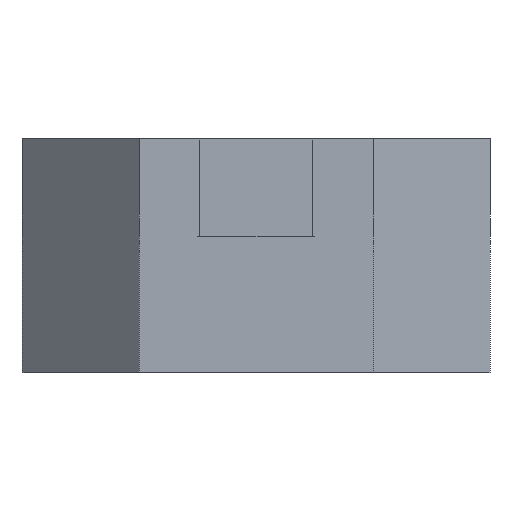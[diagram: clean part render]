
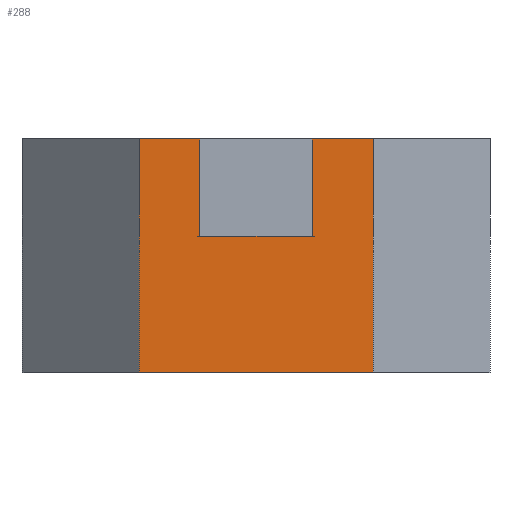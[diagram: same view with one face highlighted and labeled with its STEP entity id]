
A CAD part, front view. The second image highlights one B-rep face of the part: STEP entity #288.
In plain terms, the highlighted planar face has unit normal (0, -1, 0).
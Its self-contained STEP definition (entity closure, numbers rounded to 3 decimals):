
#22 = LINE ( 'NONE', #562, #307 ) ;
#29 = DIRECTION ( 'NONE',  ( 0., 1., 0. ) ) ;
#45 = LINE ( 'NONE', #63, #105 ) ;
#47 = CARTESIAN_POINT ( 'NONE',  ( -3., -3., 6. ) ) ;
#58 = CARTESIAN_POINT ( 'NONE',  ( -9., -3., 6. ) ) ;
#63 = CARTESIAN_POINT ( 'NONE',  ( -9., -3., 6. ) ) ;
#79 = CARTESIAN_POINT ( 'NONE',  ( -9., -3., 0. ) ) ;
#91 = ORIENTED_EDGE ( 'NONE', *, *, #213, .F. ) ;
#100 = EDGE_CURVE ( 'NONE', #951, #734, #624, .T. ) ;
#104 = DIRECTION ( 'NONE',  ( 1., 0., 0. ) ) ;
#105 = VECTOR ( 'NONE', #182, 1000. ) ;
#136 = ORIENTED_EDGE ( 'NONE', *, *, #100, .F. ) ;
#152 = LINE ( 'NONE', #200, #503 ) ;
#181 = CARTESIAN_POINT ( 'NONE',  ( -9., -3., 6. ) ) ;
#182 = DIRECTION ( 'NONE',  ( 0., 0., -1. ) ) ;
#200 = CARTESIAN_POINT ( 'NONE',  ( -4.557, -3., 3.5 ) ) ;
#205 = ORIENTED_EDGE ( 'NONE', *, *, #472, .T. ) ;
#213 = EDGE_CURVE ( 'NONE', #693, #471, #766, .T. ) ;
#221 = CARTESIAN_POINT ( 'NONE',  ( -7.443, -3., 3.5 ) ) ;
#258 = ORIENTED_EDGE ( 'NONE', *, *, #923, .F. ) ;
#288 = ADVANCED_FACE ( 'NONE', ( #330 ), #572, .F. ) ;
#290 = DIRECTION ( 'NONE',  ( 0., 0., 1. ) ) ;
#307 = VECTOR ( 'NONE', #104, 1000. ) ;
#325 = EDGE_CURVE ( 'NONE', #504, #693, #22, .T. ) ;
#330 = FACE_OUTER_BOUND ( 'NONE', #841, .T. ) ;
#341 = VECTOR ( 'NONE', #342, 1000. ) ;
#342 = DIRECTION ( 'NONE',  ( 1., 0., 0. ) ) ;
#366 = CARTESIAN_POINT ( 'NONE',  ( -4.557, -3., 3.5 ) ) ;
#377 = CARTESIAN_POINT ( 'NONE',  ( -9., -3., 6. ) ) ;
#404 = AXIS2_PLACEMENT_3D ( 'NONE', #181, #29, #494 ) ;
#434 = DIRECTION ( 'NONE',  ( 0., 0., -1. ) ) ;
#455 = CARTESIAN_POINT ( 'NONE',  ( -7.443, -3., 3.5 ) ) ;
#471 = VERTEX_POINT ( 'NONE', #1009 ) ;
#472 = EDGE_CURVE ( 'NONE', #873, #471, #692, .T. ) ;
#494 = DIRECTION ( 'NONE',  ( -1., 0., 0. ) ) ;
#503 = VECTOR ( 'NONE', #290, 1000. ) ;
#504 = VERTEX_POINT ( 'NONE', #530 ) ;
#507 = CARTESIAN_POINT ( 'NONE',  ( -9., -3., 0. ) ) ;
#530 = CARTESIAN_POINT ( 'NONE',  ( -4.557, -3., 6. ) ) ;
#535 = ORIENTED_EDGE ( 'NONE', *, *, #751, .T. ) ;
#548 = EDGE_CURVE ( 'NONE', #700, #734, #998, .T. ) ;
#562 = CARTESIAN_POINT ( 'NONE',  ( -9., -3., 6. ) ) ;
#572 = PLANE ( 'NONE',  #404 ) ;
#581 = ORIENTED_EDGE ( 'NONE', *, *, #887, .F. ) ;
#589 = ORIENTED_EDGE ( 'NONE', *, *, #548, .T. ) ;
#624 = LINE ( 'NONE', #58, #341 ) ;
#632 = VECTOR ( 'NONE', #434, 1000. ) ;
#653 = VERTEX_POINT ( 'NONE', #366 ) ;
#656 = VECTOR ( 'NONE', #795, 1000. ) ;
#680 = LINE ( 'NONE', #882, #800 ) ;
#681 = CARTESIAN_POINT ( 'NONE',  ( -3., -3., 6. ) ) ;
#692 = LINE ( 'NONE', #79, #656 ) ;
#693 = VERTEX_POINT ( 'NONE', #681 ) ;
#700 = VERTEX_POINT ( 'NONE', #221 ) ;
#734 = VERTEX_POINT ( 'NONE', #791 ) ;
#751 = EDGE_CURVE ( 'NONE', #951, #873, #45, .T. ) ;
#766 = LINE ( 'NONE', #47, #632 ) ;
#791 = CARTESIAN_POINT ( 'NONE',  ( -7.443, -3., 6. ) ) ;
#795 = DIRECTION ( 'NONE',  ( 1., 0., 0. ) ) ;
#800 = VECTOR ( 'NONE', #973, 1000. ) ;
#823 = DIRECTION ( 'NONE',  ( 0., 0., 1. ) ) ;
#841 = EDGE_LOOP ( 'NONE', ( #258, #581, #589, #136, #535, #205, #91, #854 ) ) ;
#854 = ORIENTED_EDGE ( 'NONE', *, *, #325, .F. ) ;
#873 = VERTEX_POINT ( 'NONE', #507 ) ;
#882 = CARTESIAN_POINT ( 'NONE',  ( 0., -3., 3.5 ) ) ;
#884 = VECTOR ( 'NONE', #823, 1000. ) ;
#887 = EDGE_CURVE ( 'NONE', #700, #653, #680, .T. ) ;
#923 = EDGE_CURVE ( 'NONE', #653, #504, #152, .T. ) ;
#951 = VERTEX_POINT ( 'NONE', #377 ) ;
#973 = DIRECTION ( 'NONE',  ( 1., 0., 0. ) ) ;
#998 = LINE ( 'NONE', #455, #884 ) ;
#1009 = CARTESIAN_POINT ( 'NONE',  ( -3., -3., 0. ) ) ;
